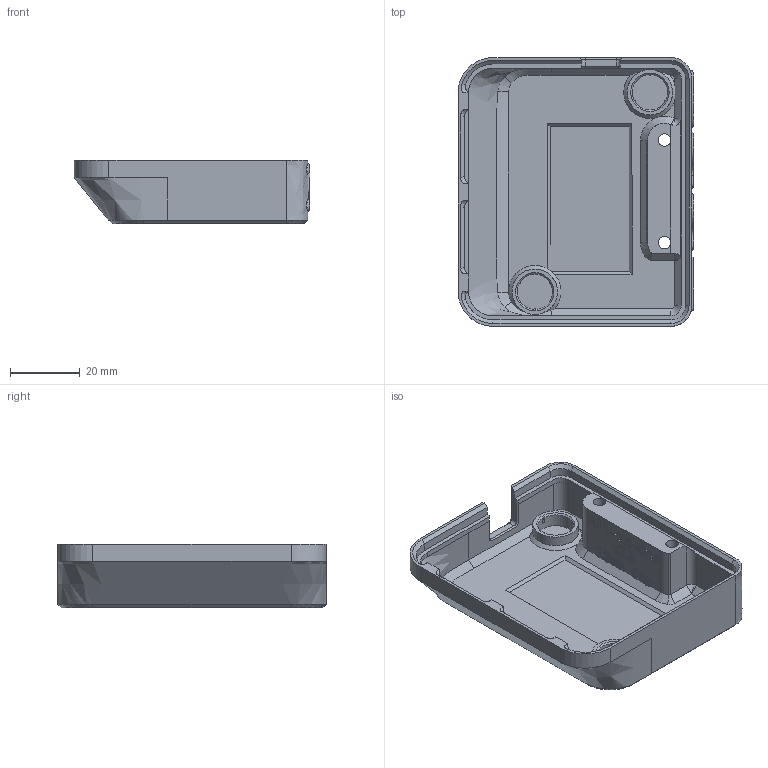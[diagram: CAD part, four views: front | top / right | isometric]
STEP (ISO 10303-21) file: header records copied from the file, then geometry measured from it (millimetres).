
FILE_DESCRIPTION(/* description */ (''),/* implementation_level */ '2;1');
FILE_NAME(/* name */ 'OSSM Mods - AIO PCB Backpack - Cap (No RJ45).step',/* time_stamp */ '2025-04-13T16:09:13-04:00',/* author */ (''),/* organization */ (''),/* preprocessor_version */ 'ST-DEVELOPER v20.1',/* originating_system */ 'Autodesk Translation Framework v14.4.0.0',/* authorisation */ '');
FILE_SCHEMA (('AUTOMOTIVE_DESIGN { 1 0 10303 214 3 1 1 }'));
Length unit declared in the file: millimetre
Products named in the file (1): Cap (No RJ45)
Bounding box: 67.6 x 77 x 18.32 mm (x, y, z)
Volume: 24802.9 mm3; surface area: 19086.5 mm2
Topology: 1 solids, 1 shells, 598 faces, 1611 edges, 1044 vertices
Faces by surface type: bspline 283, plane 227, cylinder 55, cone 33
Full cylindrical faces by diameter (mm): 3.6 x2, 5.7 x2, 10.2 x2, 13 x2
Entity records: 25842 total; most frequent: CARTESIAN_POINT 12856, ORIENTED_EDGE 3218, DIRECTION 1728, EDGE_CURVE 1609, VERTEX_POINT 1044, LINE 834, VECTOR 834, B_SPLINE_CURVE_WITH_KNOTS 636
